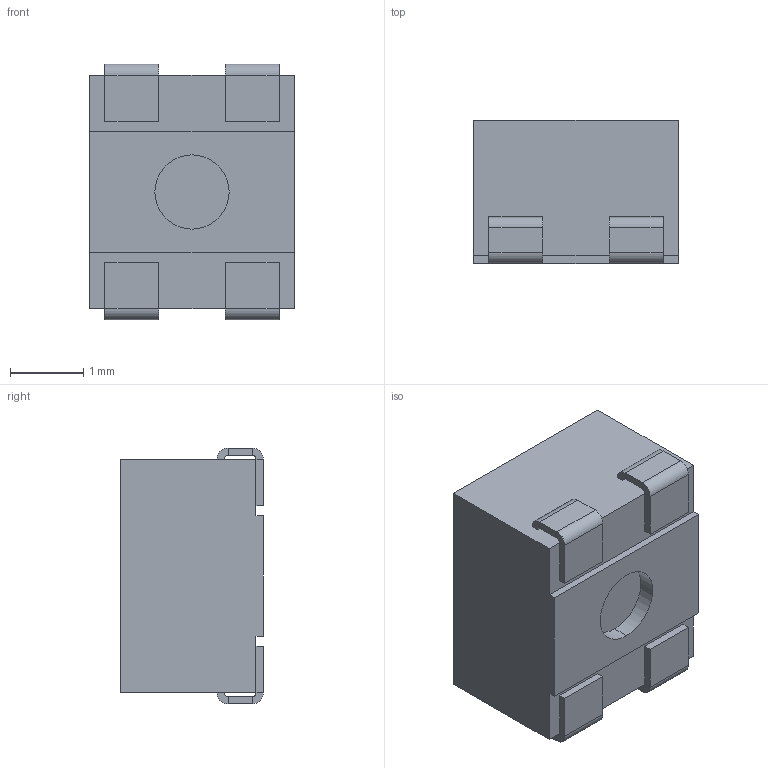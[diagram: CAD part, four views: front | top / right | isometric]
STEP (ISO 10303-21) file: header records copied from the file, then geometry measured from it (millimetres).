
FILE_DESCRIPTION (( 'STEP AP214' ), '1' );
FILE_NAME ('SMTL4-SRGY.STEP', '2021-12-02T07:10:51', ( '' ), ( '' ), 'SwSTEP 2.0', 'SolidWorks 2017', '' );
FILE_SCHEMA (( 'AUTOMOTIVE_DESIGN' ));
Length unit declared in the file: inch
Products named in the file (1): SMTL4-SRGY
Bounding box: 2.79 x 1.96 x 3.51 mm (x, y, z)
Volume: 13.8 mm3; surface area: 57.1 mm2
Topology: 5 solids, 5 shells, 106 faces, 218 edges, 124 vertices
Faces by surface type: plane 86, cylinder 18, cone 2
Entity records: 2774 total; most frequent: DIRECTION 472, CARTESIAN_POINT 449, ORIENTED_EDGE 436, EDGE_CURVE 218, VECTOR 178, LINE 178, AXIS2_PLACEMENT_3D 147, VERTEX_POINT 124
